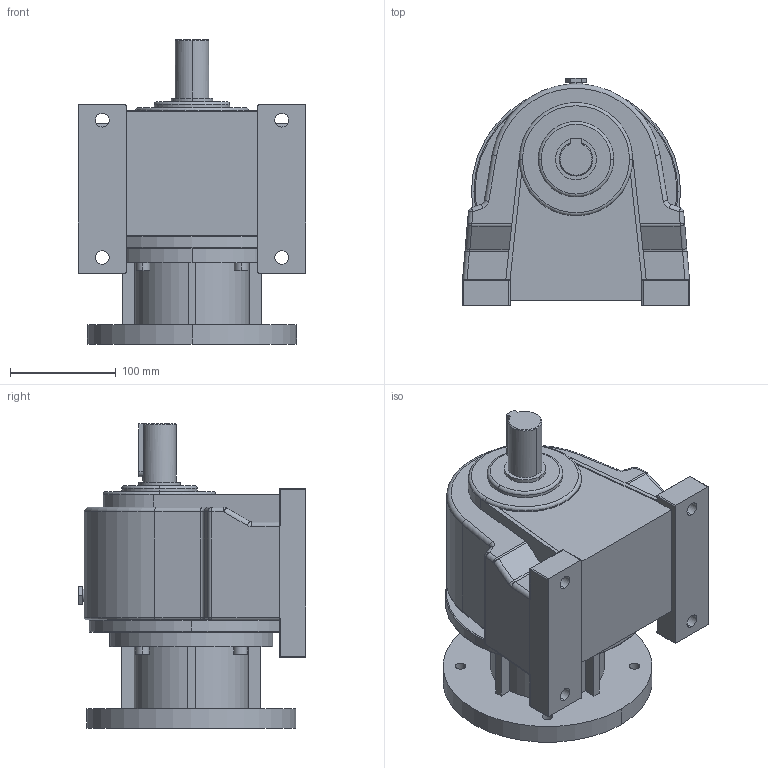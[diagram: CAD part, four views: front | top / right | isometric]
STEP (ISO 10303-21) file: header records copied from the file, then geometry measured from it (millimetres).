
FILE_DESCRIPTION (( 'STEP AP214' ), '1' );
FILE_NAME ('STP_32_750W 1HP_HO梓袧_2.step', '2021-04-05T06:43:36', ( 'IT Division' ), ( 'IT' ), 'SwSTEP 2.0', 'SolidWorks 2016', '' );
FILE_SCHEMA (( 'AUTOMOTIVE_DESIGN' ));
Length unit declared in the file: millimetre
Products named in the file (1): STP_32_750W 1HP_HO梓袧_2
Bounding box: 215 x 215.35 x 288 mm (x, y, z)
Volume: 5825367.4 mm3; surface area: 386805.4 mm2
Topology: 4 solids, 4 shells, 244 faces, 589 edges, 362 vertices
Faces by surface type: plane 106, cylinder 98, torus 24, sphere 13, bspline 2, cone 1
Entity records: 7465 total; most frequent: CARTESIAN_POINT 1366, DIRECTION 1270, ORIENTED_EDGE 1162, EDGE_CURVE 581, AXIS2_PLACEMENT_3D 470, VERTEX_POINT 362, VECTOR 330, LINE 330
